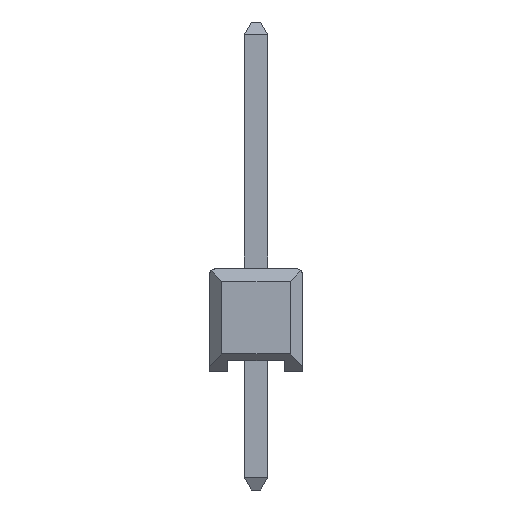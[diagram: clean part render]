
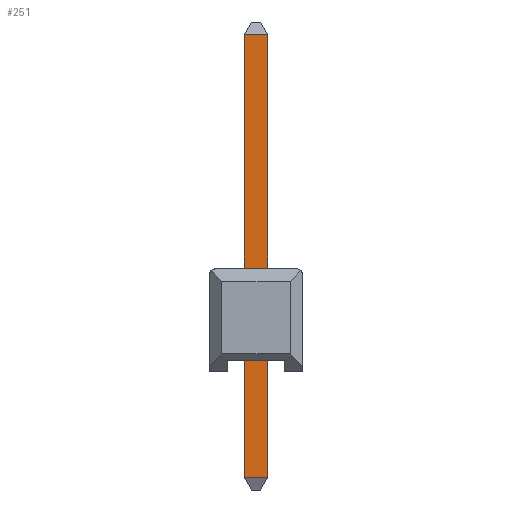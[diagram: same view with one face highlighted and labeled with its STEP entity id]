
A CAD part, left-side view. The second image highlights one B-rep face of the part: STEP entity #251.
In plain terms, the highlighted planar face has unit normal (-1, 0, 0).
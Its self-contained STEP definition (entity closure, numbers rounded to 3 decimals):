
#117 = B_SPLINE_CURVE_WITH_KNOTS ( 'NONE', 1,
 ( #3207, #8960 ),
 .UNSPECIFIED., .F., .F.,
 ( 2, 2 ),
 ( -10.526, -1.298 ),
 .UNSPECIFIED. ) ;
#251 = ADVANCED_FACE ( 'NONE', ( #2000 ), #8638, .T. ) ;
#431 = VERTEX_POINT ( 'NONE', #4786 ) ;
#672 = EDGE_CURVE ( 'NONE', #431, #6950, #4504, .T. ) ;
#1132 = DIRECTION ( 'NONE',  ( -1., 0., 0. ) ) ;
#1353 = CARTESIAN_POINT ( 'NONE',  ( -0.315, -0.315, -2.86 ) ) ;
#1703 = B_SPLINE_CURVE_WITH_KNOTS ( 'NONE', 1,
 ( #9460, #1353 ),
 .UNSPECIFIED., .F., .F.,
 ( 2, 2 ),
 ( -20.383, -11.156 ),
 .UNSPECIFIED. ) ;
#2000 = FACE_OUTER_BOUND ( 'NONE', #10459, .T. ) ;
#3207 = CARTESIAN_POINT ( 'NONE',  ( -0.315, 0.315, -2.86 ) ) ;
#3384 = B_SPLINE_CURVE_WITH_KNOTS ( 'NONE', 1,
 ( #8670, #8722 ),
 .UNSPECIFIED., .F., .F.,
 ( 2, 2 ),
 ( 10.526, 11.156 ),
 .UNSPECIFIED. ) ;
#3489 = ORIENTED_EDGE ( 'NONE', *, *, #8153, .T. ) ;
#4504 = B_SPLINE_CURVE_WITH_KNOTS ( 'NONE', 1,
 ( #9695, #7125 ),
 .UNSPECIFIED., .F., .F.,
 ( 2, 2 ),
 ( 0., 0.63 ),
 .UNSPECIFIED. ) ;
#4508 = EDGE_CURVE ( 'NONE', #431, #5980, #1703, .T. ) ;
#4670 = CARTESIAN_POINT ( 'NONE',  ( -0.315, -0.315, -2.86 ) ) ;
#4786 = CARTESIAN_POINT ( 'NONE',  ( -0.315, -0.315, 9.156 ) ) ;
#5980 = VERTEX_POINT ( 'NONE', #4670 ) ;
#6392 = ORIENTED_EDGE ( 'NONE', *, *, #672, .T. ) ;
#6950 = VERTEX_POINT ( 'NONE', #8935 ) ;
#7102 = CARTESIAN_POINT ( 'NONE',  ( -0.315, -0.325, 9.326 ) ) ;
#7125 = CARTESIAN_POINT ( 'NONE',  ( -0.315, 0.315, 9.156 ) ) ;
#7883 = EDGE_CURVE ( 'NONE', #7980, #6950, #117, .T. ) ;
#7980 = VERTEX_POINT ( 'NONE', #9979 ) ;
#8153 = EDGE_CURVE ( 'NONE', #7980, #5980, #3384, .T. ) ;
#8526 = DIRECTION ( 'NONE',  ( 0., 0., 1. ) ) ;
#8638 = PLANE ( 'NONE',  #10119 ) ;
#8670 = CARTESIAN_POINT ( 'NONE',  ( -0.315, 0.315, -2.86 ) ) ;
#8722 = CARTESIAN_POINT ( 'NONE',  ( -0.315, -0.315, -2.86 ) ) ;
#8935 = CARTESIAN_POINT ( 'NONE',  ( -0.315, 0.315, 9.156 ) ) ;
#8960 = CARTESIAN_POINT ( 'NONE',  ( -0.315, 0.315, 9.156 ) ) ;
#9454 = ORIENTED_EDGE ( 'NONE', *, *, #4508, .F. ) ;
#9460 = CARTESIAN_POINT ( 'NONE',  ( -0.315, -0.315, 9.156 ) ) ;
#9576 = ORIENTED_EDGE ( 'NONE', *, *, #7883, .F. ) ;
#9695 = CARTESIAN_POINT ( 'NONE',  ( -0.315, -0.315, 9.156 ) ) ;
#9979 = CARTESIAN_POINT ( 'NONE',  ( -0.315, 0.315, -2.86 ) ) ;
#10119 = AXIS2_PLACEMENT_3D ( 'NONE', #7102, #1132, #8526 ) ;
#10459 = EDGE_LOOP ( 'NONE', ( #6392, #9576, #3489, #9454 ) ) ;
